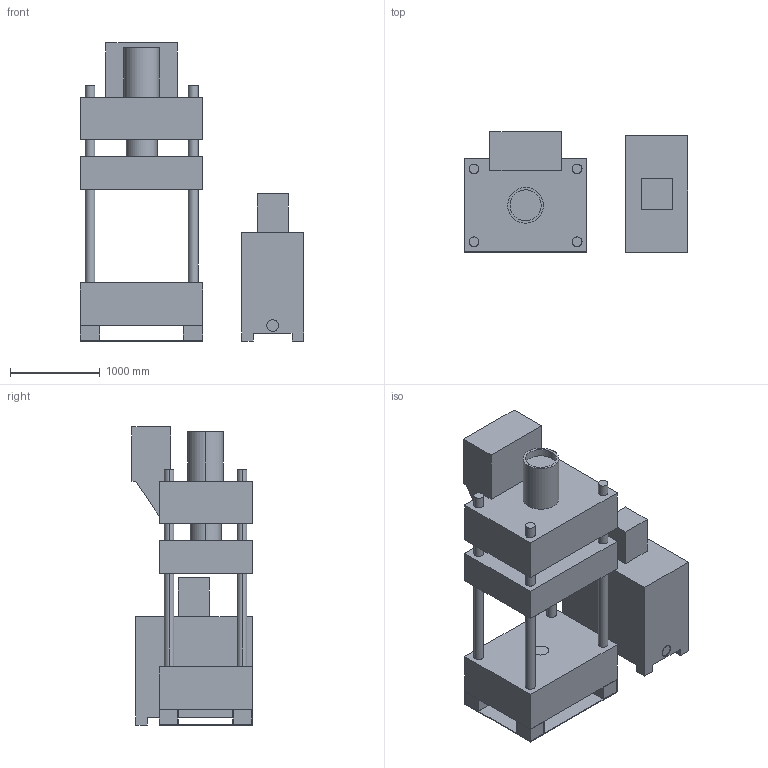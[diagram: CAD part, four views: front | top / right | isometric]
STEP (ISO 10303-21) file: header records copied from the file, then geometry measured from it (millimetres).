
FILE_DESCRIPTION(('FreeCAD Model'),'2;1');
FILE_NAME('Open CASCADE Shape Model','2025-05-09T17:31:31',('FreeCAD'),( 'FreeCAD'),'Open CASCADE STEP processor 7.6','FreeCAD','Unknown');
FILE_SCHEMA(('AUTOMOTIVE_DESIGN { 1 0 10303 214 1 1 1 1 }'));
Length unit declared in the file: millimetre
Products named in the file (1): Open CASCADE STEP translator 7.6 1
Bounding box: 2481.99 x 1335.79 x 3313.63 mm (x, y, z)
Volume: 3262719135.3 mm3; surface area: 36690914.9 mm2
Topology: 15 solids, 15 shells, 157 faces, 369 edges, 246 vertices
Faces by surface type: bspline 157
Entity records: 4524 total; most frequent: CARTESIAN_POINT 2189, ORIENTED_EDGE 738, EDGE_CURVE 369, B_SPLINE_CURVE_WITH_KNOTS 273, VERTEX_POINT 246, FACE_BOUND 199, EDGE_LOOP 199, ADVANCED_FACE 157
